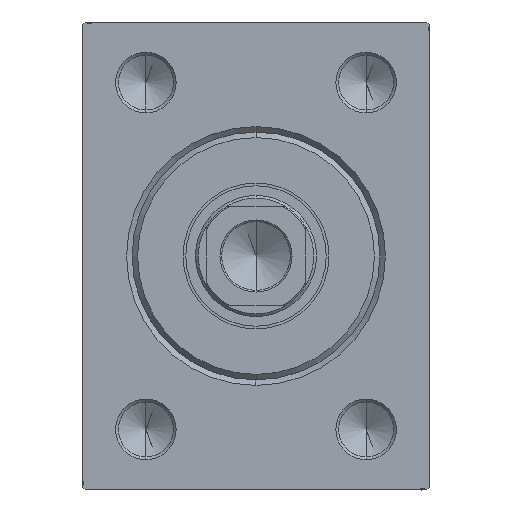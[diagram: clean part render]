
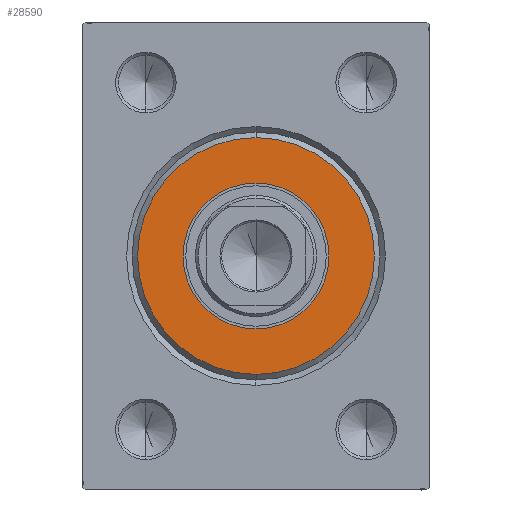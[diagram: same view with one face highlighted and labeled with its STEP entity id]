
A CAD part, left-side view. The second image highlights one B-rep face of the part: STEP entity #28590.
In plain terms, the highlighted face is planar.
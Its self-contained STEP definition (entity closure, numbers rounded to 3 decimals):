
#3283 = ORIENTED_EDGE ( 'NONE', *, *, #6447, .F. ) ;
#6435 = AXIS2_PLACEMENT_3D ( 'NONE', #23056, #29192, #35984 ) ;
#6447 = EDGE_CURVE ( 'NONE', #39677, #7275, #30810, .T. ) ;
#7275 = VERTEX_POINT ( 'NONE', #42614 ) ;
#7665 = CARTESIAN_POINT ( 'NONE',  ( 3., 0., 0. ) ) ;
#9205 = DIRECTION ( 'NONE',  ( 0., 0., -1. ) ) ;
#10984 = AXIS2_PLACEMENT_3D ( 'NONE', #34083, #41105, #23444 ) ;
#12275 = AXIS2_PLACEMENT_3D ( 'NONE', #26395, #40207, #9205 ) ;
#12559 = VERTEX_POINT ( 'NONE', #24915 ) ;
#16356 = AXIS2_PLACEMENT_3D ( 'NONE', #25221, #39268, #28396 ) ;
#18052 = CIRCLE ( 'NONE', #12275, 13.25 ) ;
#19871 = FACE_OUTER_BOUND ( 'NONE', #22467, .T. ) ;
#22467 = EDGE_LOOP ( 'NONE', ( #37684, #33244 ) ) ;
#23056 = CARTESIAN_POINT ( 'NONE',  ( 3., 0., 0. ) ) ;
#23444 = DIRECTION ( 'NONE',  ( 0., 0., -1. ) ) ;
#24185 = EDGE_LOOP ( 'NONE', ( #35331, #3283 ) ) ;
#24508 = CIRCLE ( 'NONE', #6435, 21.5 ) ;
#24842 = DIRECTION ( 'NONE',  ( 1., 0., 0. ) ) ;
#24915 = CARTESIAN_POINT ( 'NONE',  ( 3., 0., -21.5 ) ) ;
#25221 = CARTESIAN_POINT ( 'NONE',  ( 3., 0., 0. ) ) ;
#26395 = CARTESIAN_POINT ( 'NONE',  ( 3., 0., 0. ) ) ;
#27426 = VERTEX_POINT ( 'NONE', #27824 ) ;
#27572 = DIRECTION ( 'NONE',  ( 0., 0., -1. ) ) ;
#27824 = CARTESIAN_POINT ( 'NONE',  ( 3., 0., 21.5 ) ) ;
#28396 = DIRECTION ( 'NONE',  ( 0., 0., -1. ) ) ;
#28590 = ADVANCED_FACE ( 'NONE', ( #19871, #35261 ), #41390, .T. ) ;
#28843 = AXIS2_PLACEMENT_3D ( 'NONE', #7665, #24842, #27572 ) ;
#29192 = DIRECTION ( 'NONE',  ( 1., 0., 0. ) ) ;
#29242 = EDGE_CURVE ( 'NONE', #27426, #12559, #24508, .T. ) ;
#30810 = CIRCLE ( 'NONE', #16356, 13.25 ) ;
#31309 = EDGE_CURVE ( 'NONE', #7275, #39677, #18052, .T. ) ;
#33244 = ORIENTED_EDGE ( 'NONE', *, *, #35715, .T. ) ;
#34083 = CARTESIAN_POINT ( 'NONE',  ( 3., 0., 0. ) ) ;
#35261 = FACE_BOUND ( 'NONE', #24185, .T. ) ;
#35331 = ORIENTED_EDGE ( 'NONE', *, *, #31309, .F. ) ;
#35715 = EDGE_CURVE ( 'NONE', #12559, #27426, #37715, .T. ) ;
#35984 = DIRECTION ( 'NONE',  ( 0., 0., -1. ) ) ;
#37684 = ORIENTED_EDGE ( 'NONE', *, *, #29242, .T. ) ;
#37715 = CIRCLE ( 'NONE', #10984, 21.5 ) ;
#39203 = CARTESIAN_POINT ( 'NONE',  ( 3., 0., 13.25 ) ) ;
#39268 = DIRECTION ( 'NONE',  ( 1., 0., 0. ) ) ;
#39677 = VERTEX_POINT ( 'NONE', #39203 ) ;
#40207 = DIRECTION ( 'NONE',  ( 1., 0., 0. ) ) ;
#41105 = DIRECTION ( 'NONE',  ( 1., 0., 0. ) ) ;
#41390 = PLANE ( 'NONE',  #28843 ) ;
#42614 = CARTESIAN_POINT ( 'NONE',  ( 3., 0., -13.25 ) ) ;
